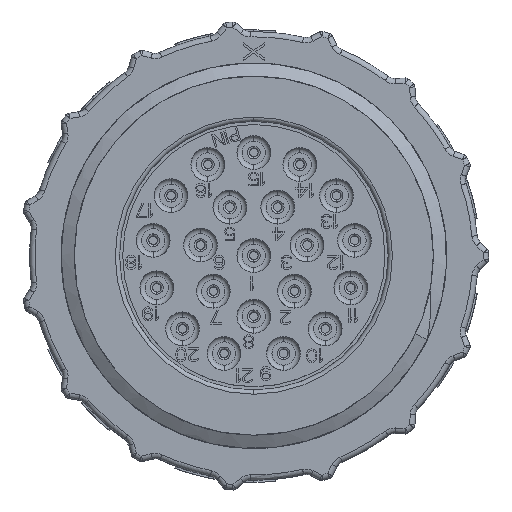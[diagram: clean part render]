
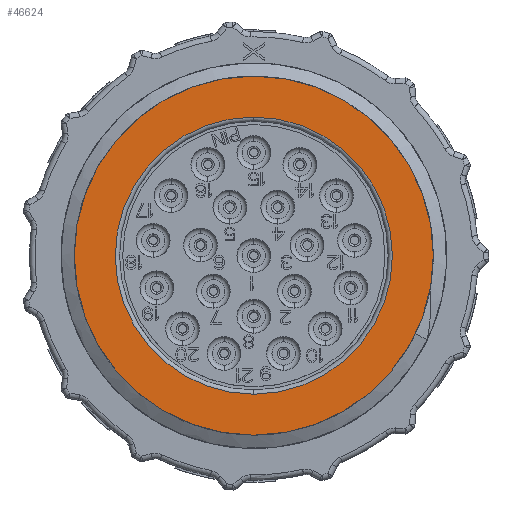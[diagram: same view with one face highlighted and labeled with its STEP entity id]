
A CAD part, top view. The second image highlights one B-rep face of the part: STEP entity #46624.
In plain terms, the highlighted planar face has unit normal (0, 0, 1).
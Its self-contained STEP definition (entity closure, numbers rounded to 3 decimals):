
#1017=CARTESIAN_POINT('',(0.,0.,24.5));
#1018=DIRECTION('',(0.,0.,-1.));
#1019=DIRECTION('',(0.,1.,0.));
#1020=AXIS2_PLACEMENT_3D('',#1017,#1018,#1019);
#1022=CARTESIAN_POINT('',(0.,0.,24.5));
#1023=DIRECTION('',(0.,0.,-1.));
#1024=DIRECTION('',(0.,-1.,0.));
#1025=AXIS2_PLACEMENT_3D('',#1022,#1023,#1024);
#1027=CARTESIAN_POINT('',(0.,0.,24.5));
#1028=DIRECTION('',(0.,0.,1.));
#1029=DIRECTION('',(-0.006,1.,0.));
#1030=AXIS2_PLACEMENT_3D('',#1027,#1028,#1029);
#1032=CARTESIAN_POINT('',(0.,0.,24.5));
#1033=DIRECTION('',(0.,0.,1.));
#1034=DIRECTION('',(0.006,-1.,0.));
#1035=AXIS2_PLACEMENT_3D('',#1032,#1033,#1034);
#1037=CARTESIAN_POINT('',(0.,0.,24.5));
#1038=DIRECTION('',(0.,0.,-1.));
#1039=DIRECTION('',(-0.006,1.,0.));
#1040=AXIS2_PLACEMENT_3D('',#1037,#1038,#1039);
#1057=CARTESIAN_POINT('',(0.,0.,24.5));
#1058=DIRECTION('',(0.,0.,-1.));
#1059=DIRECTION('',(0.006,-1.,0.));
#1060=AXIS2_PLACEMENT_3D('',#1057,#1058,#1059);
#35139=CARTESIAN_POINT('',(0.,16.975,24.5));
#35140=VERTEX_POINT('',#35139);
#35141=CARTESIAN_POINT('',(0.,-16.975,24.5));
#35142=VERTEX_POINT('',#35141);
#35169=CARTESIAN_POINT('',(-0.076,13.1,24.5));
#35170=CARTESIAN_POINT('',(0.,-13.1,24.5));
#35171=VERTEX_POINT('',#35169);
#35172=VERTEX_POINT('',#35170);
#35173=CARTESIAN_POINT('',(0.,13.1,24.5));
#35174=VERTEX_POINT('',#35173);
#35175=CARTESIAN_POINT('',(0.076,-13.1,24.5));
#35176=VERTEX_POINT('',#35175);
#46605=CARTESIAN_POINT('',(0.,0.,24.5));
#46606=DIRECTION('',(0.,0.,-1.));
#46607=DIRECTION('',(0.,-1.,0.));
#46608=AXIS2_PLACEMENT_3D('',#46605,#46606,#46607);
#46609=PLANE('',#46608);
#46610=ORIENTED_EDGE('',*,*,#46157,.T.);
#46611=ORIENTED_EDGE('',*,*,#46599,.T.);
#46612=EDGE_LOOP('',(#46610,#46611));
#46613=FACE_OUTER_BOUND('',#46612,.F.);
#46615=ORIENTED_EDGE('',*,*,#46614,.F.);
#46617=ORIENTED_EDGE('',*,*,#46616,.T.);
#46619=ORIENTED_EDGE('',*,*,#46618,.F.);
#46621=ORIENTED_EDGE('',*,*,#46620,.T.);
#46622=EDGE_LOOP('',(#46615,#46617,#46619,#46621));
#46623=FACE_BOUND('',#46622,.F.);
#46624=ADVANCED_FACE('',(#46613,#46623),#46609,.F.);
#1021=CIRCLE('',#1020,16.975);
#1026=CIRCLE('',#1025,16.975);
#1031=CIRCLE('',#1030,13.1);
#1036=CIRCLE('',#1035,13.1);
#1041=CIRCLE('',#1040,13.1);
#1061=CIRCLE('',#1060,13.1);
#46157=EDGE_CURVE('',#35140,#35142,#1021,.T.);
#46599=EDGE_CURVE('',#35142,#35140,#1026,.T.);
#46614=EDGE_CURVE('',#35171,#35174,#1041,.T.);
#46616=EDGE_CURVE('',#35171,#35172,#1031,.T.);
#46618=EDGE_CURVE('',#35176,#35172,#1061,.T.);
#46620=EDGE_CURVE('',#35176,#35174,#1036,.T.);
